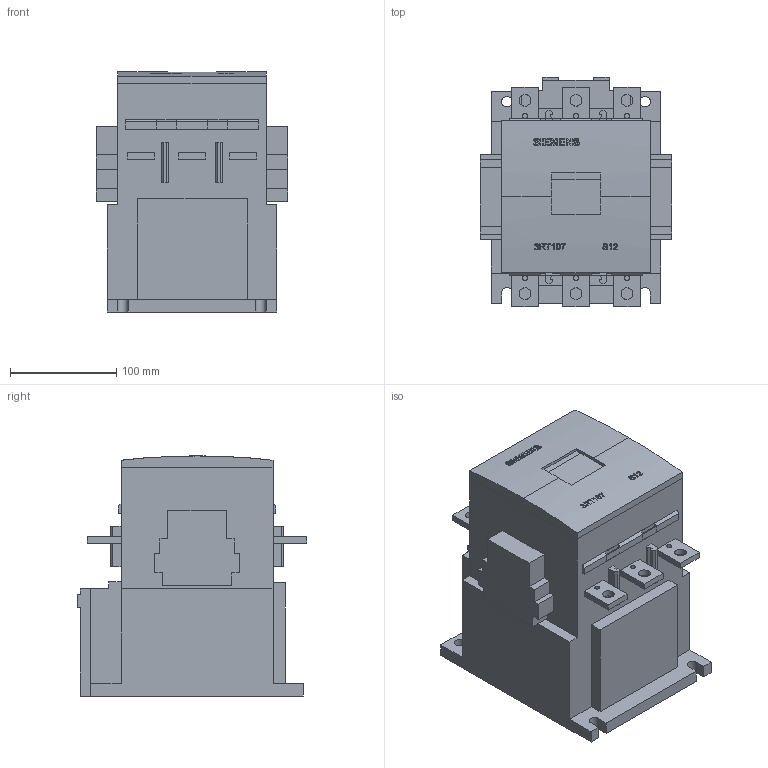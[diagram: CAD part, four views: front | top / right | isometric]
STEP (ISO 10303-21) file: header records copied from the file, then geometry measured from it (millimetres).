
FILE_DESCRIPTION (( 'STEP AP214' ), '1' );
FILE_NAME ('3rt107 schütz s12.STEP', '2005-12-09T09:44:01', ( '' ), ( '' ), 'SwSTEP 2.0', 'SolidWorks 2005204', '' );
FILE_SCHEMA (( 'AUTOMOTIVE_DESIGN' ));
Length unit declared in the file: millimetre
Products named in the file (1): 3rt107 schütz s12
Bounding box: 180 x 216.5 x 226 mm (x, y, z)
Volume: 5554324.9 mm3; surface area: 238122.8 mm2
Topology: 1 solids, 1 shells, 437 faces, 1212 edges, 801 vertices
Faces by surface type: plane 311, bspline 92, cylinder 34
Entity records: 26326 total; most frequent: CARTESIAN_POINT 10930, ORIENTED_EDGE 2424, DIRECTION 1806, EDGE_CURVE 1212, VECTOR 906, LINE 906, VERTEX_POINT 801, EDGE_LOOP 497
